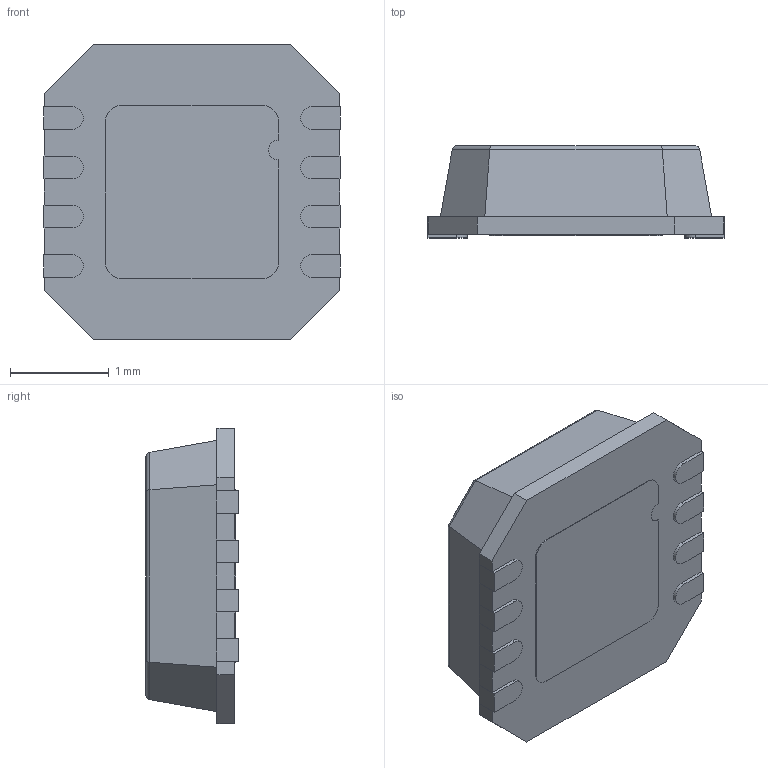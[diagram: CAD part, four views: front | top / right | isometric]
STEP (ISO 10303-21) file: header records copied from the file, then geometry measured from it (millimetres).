
FILE_DESCRIPTION (( 'STEP AP214' ), '1' );
FILE_NAME ('User Library-AD8137 lfcsp.STEP', '2014-11-23T21:47:50', ( 'Windows User' ), ( '' ), 'SwSTEP 2.0', 'SolidWorks 2015', '' );
FILE_SCHEMA (( 'AUTOMOTIVE_DESIGN' ));
Length unit declared in the file: millimetre
Products named in the file (1): User Library-AD8137 lfcsp
Bounding box: 3 x 0.94 x 3 mm (x, y, z)
Volume: 6.3 mm3; surface area: 25 mm2
Topology: 1 solids, 1 shells, 104 faces, 292 edges, 192 vertices
Faces by surface type: plane 81, cylinder 23
Entity records: 3831 total; most frequent: CARTESIAN_POINT 613, ORIENTED_EDGE 584, DIRECTION 524, EDGE_CURVE 292, VECTOR 254, LINE 254, VERTEX_POINT 192, AXIS2_PLACEMENT_3D 135
